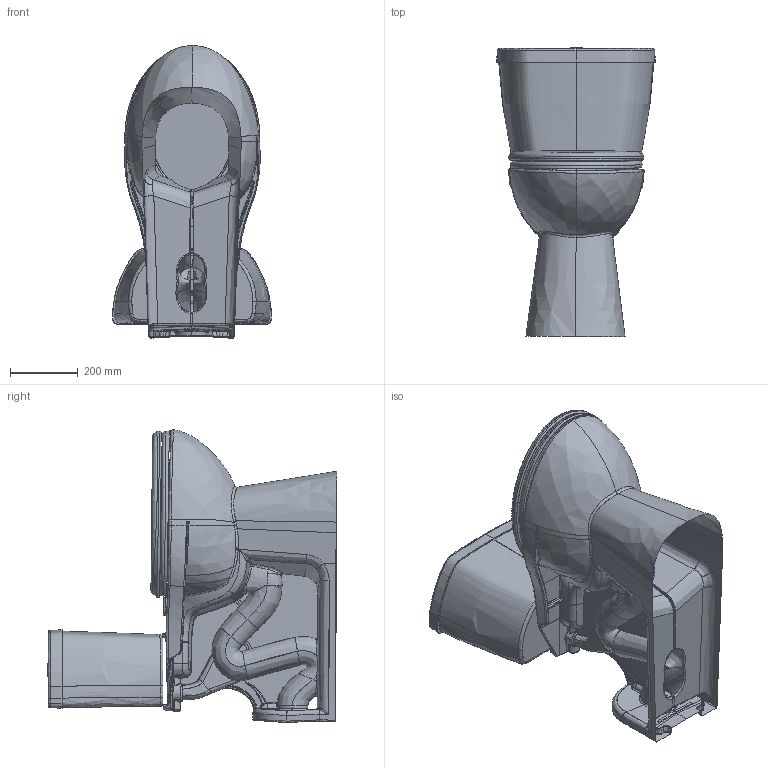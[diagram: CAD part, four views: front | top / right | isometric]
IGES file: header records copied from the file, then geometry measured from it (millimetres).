
Start section: SolidWorks IGES file using analytic representation for surfaces
Global section: file name: Stealth_SF_EBR_N7799&N7714.IGS; native system: SolidWorks 2015; preprocessor: SolidWorks 2015; author: David; date: 160826.155059; units: inch
Bounding box: 468.12 x 855.15 x 863.68 mm (x, y, z)
Surface area: 3058960.1 mm2 (no closed solid volume)
Topology: 0 solids, 0 shells, 1018 faces, 17605 edges, 17571 vertices
Faces by surface type: bspline 977, revolution 41
